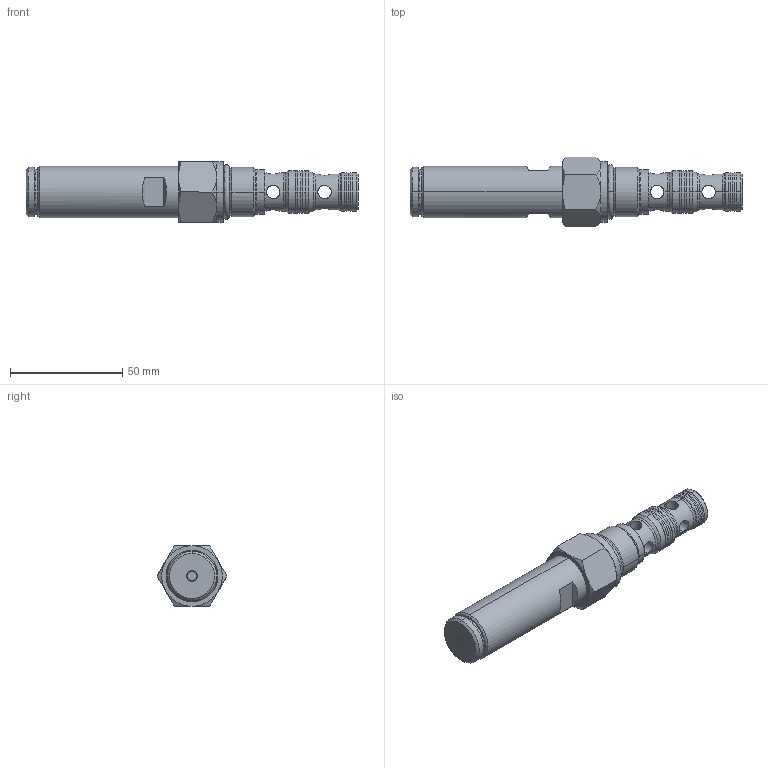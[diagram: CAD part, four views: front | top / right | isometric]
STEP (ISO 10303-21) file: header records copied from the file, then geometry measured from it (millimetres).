
FILE_DESCRIPTION (( 'STEP AP214' ), '1' );
FILE_NAME ('3-2_Wegeventil.STEP', '2016-07-19T07:38:13', ( '' ), ( '' ), 'SwSTEP 2.0', 'SolidWorks 2014', '' );
FILE_SCHEMA (( 'AUTOMOTIVE_DESIGN' ));
Length unit declared in the file: millimetre
Products named in the file (1): 3-2_Wegeventil
Bounding box: 148 x 31.18 x 27 mm (x, y, z)
Volume: 54937.5 mm3; surface area: 12489.4 mm2
Topology: 1 solids, 1 shells, 139 faces, 331 edges, 198 vertices
Faces by surface type: cone 51, cylinder 46, plane 24, bspline 18
Entity records: 6302 total; most frequent: CARTESIAN_POINT 1691, ORIENTED_EDGE 662, DIRECTION 627, EDGE_CURVE 331, AXIS2_PLACEMENT_3D 262, VERTEX_POINT 198, EDGE_LOOP 155, UNCERTAINTY_MEASURE_WITH_UNIT 142
